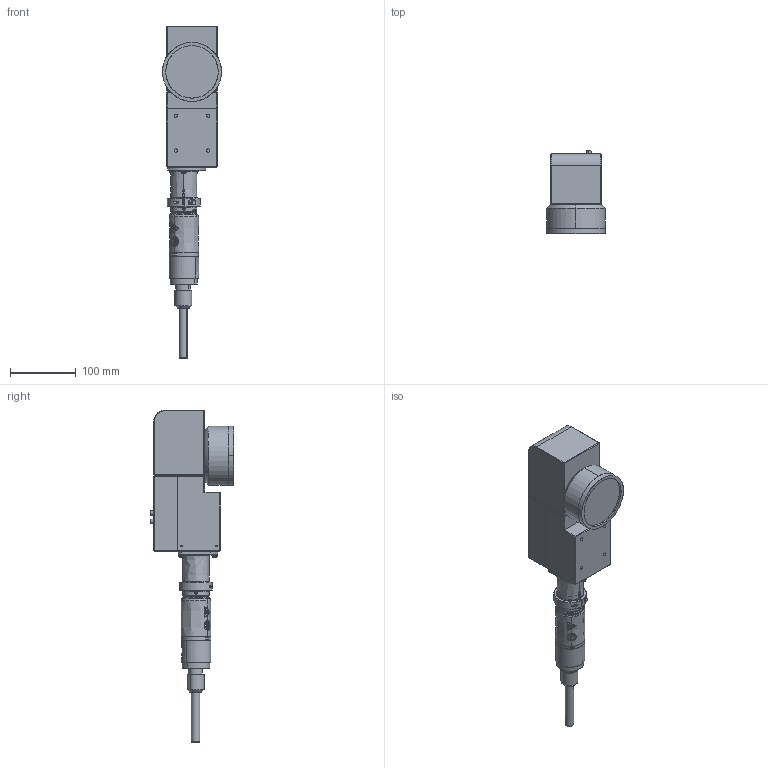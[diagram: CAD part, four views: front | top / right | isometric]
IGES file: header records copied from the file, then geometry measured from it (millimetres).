
Start section: SolidWorks IGES file using analytic representation for surfaces
Global section: file name: SPI_100.IGS; native system: SolidWorks 2012; preprocessor: SolidWorks 2012; author: hahn; date: 130913.111052; units: inch
Bounding box: 90 x 127.43 x 506.62 mm (x, y, z)
Surface area: 168840.5 mm2 (no closed solid volume)
Topology: 0 solids, 0 shells, 863 faces, 17446 edges, 17438 vertices
Faces by surface type: revolution 584, bspline 279
